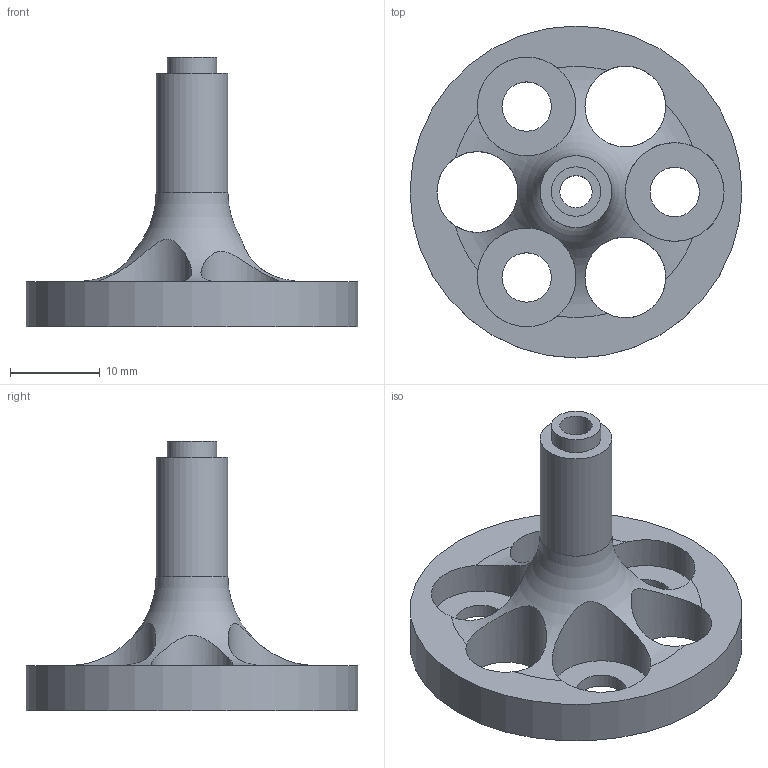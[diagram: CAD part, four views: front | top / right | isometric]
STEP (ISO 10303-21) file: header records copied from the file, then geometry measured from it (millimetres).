
FILE_DESCRIPTION(/* description */ ('','CAx-IF Rec.Pracs.---Representation and Presentation of Product Manufacturing Information (PMI)---4.0---2014-10-13'),/* implementation_level */ '2;1');
FILE_NAME(/* name */ 'hangfa-discovery-q2_optitrack_wheels-trackers_support.step',/* time_stamp */ '2024-12-16T18:58:26Z',/* author */ (''),/* organization */ (''),/* preprocessor_version */ 'ST-DEVELOPER v20',/* originating_system */ 'Autodesk Translation Framework v13.20.0.188',/* authorisation */ '');
FILE_SCHEMA (('AP242_MANAGED_MODEL_BASED_3D_ENGINEERING_MIM_LF { 1 0 10303 442 1 1 4 }'));
Length unit declared in the file: millimetre
Products named in the file (1): hangfa-discovery-q2_optitrack_wheels-trackers_support
Bounding box: 37 x 37 x 30 mm (x, y, z)
Volume: 4645.7 mm3; surface area: 4079.5 mm2
Topology: 1 solids, 1 shells, 22 faces, 62 edges, 41 vertices
Faces by surface type: cylinder 13, plane 7, torus 1, cone 1
Full cylindrical faces by diameter (mm): 3.6 x1, 5.5 x4, 8 x1, 9 x3, 11 x3, 37 x1
Entity records: 975 total; most frequent: CARTESIAN_POINT 321, DIRECTION 138, ORIENTED_EDGE 124, EDGE_CURVE 62, AXIS2_PLACEMENT_3D 62, VERTEX_POINT 41, CIRCLE 39, EDGE_LOOP 35
